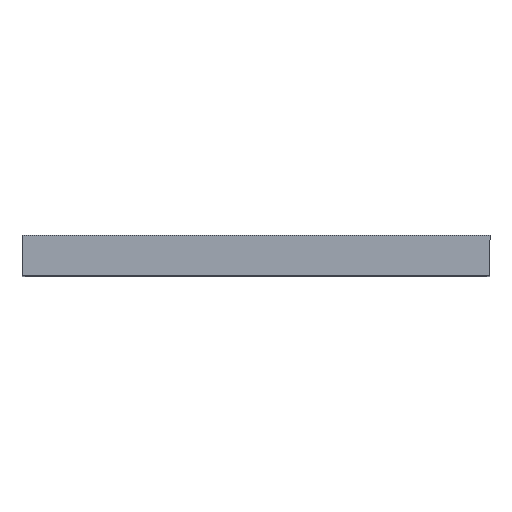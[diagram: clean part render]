
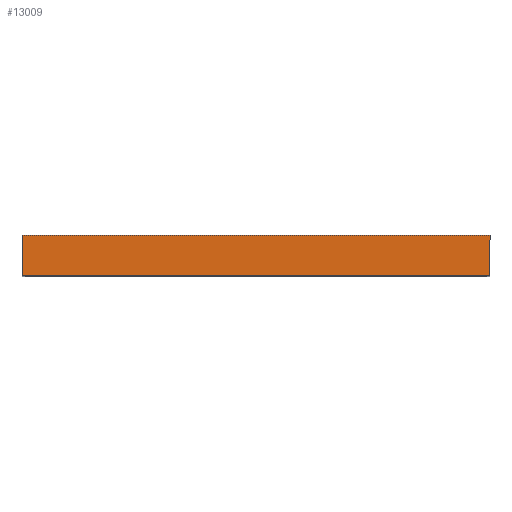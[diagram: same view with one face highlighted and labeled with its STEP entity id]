
A CAD part, top view. The second image highlights one B-rep face of the part: STEP entity #13009.
In plain terms, the highlighted planar face has unit normal (0, 0, 1).
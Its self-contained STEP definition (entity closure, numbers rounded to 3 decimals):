
#482 = VECTOR ( 'NONE', #33820, 1000. ) ;
#1957 = ORIENTED_EDGE ( 'NONE', *, *, #27690, .F. ) ;
#2754 = VERTEX_POINT ( 'NONE', #31086 ) ;
#6426 = LINE ( 'NONE', #14305, #30041 ) ;
#8016 = LINE ( 'NONE', #16638, #14850 ) ;
#8839 = EDGE_CURVE ( 'NONE', #33992, #17406, #27455, .T. ) ;
#9823 = DIRECTION ( 'NONE',  ( 0., 0., -1. ) ) ;
#10356 = AXIS2_PLACEMENT_3D ( 'NONE', #23888, #9823, #32645 ) ;
#11769 = FACE_OUTER_BOUND ( 'NONE', #25128, .T. ) ;
#12106 = ORIENTED_EDGE ( 'NONE', *, *, #16450, .F. ) ;
#12293 = EDGE_CURVE ( 'NONE', #2754, #17406, #24092, .T. ) ;
#13009 = ADVANCED_FACE ( 'NONE', ( #11769 ), #18071, .F. ) ;
#14305 = CARTESIAN_POINT ( 'NONE',  ( 290., -12.5, 0. ) ) ;
#14850 = VECTOR ( 'NONE', #34779, 1000. ) ;
#15748 = CARTESIAN_POINT ( 'NONE',  ( 0., 12.5, 0. ) ) ;
#16450 = EDGE_CURVE ( 'NONE', #37414, #33992, #6426, .T. ) ;
#16638 = CARTESIAN_POINT ( 'NONE',  ( 290., 12.5, 0. ) ) ;
#17406 = VERTEX_POINT ( 'NONE', #15748 ) ;
#17698 = CARTESIAN_POINT ( 'NONE',  ( 290., 12.5, 0. ) ) ;
#18071 = PLANE ( 'NONE',  #10356 ) ;
#21099 = CARTESIAN_POINT ( 'NONE',  ( 0., -12.5, 0. ) ) ;
#23888 = CARTESIAN_POINT ( 'NONE',  ( 290., 12.5, 0. ) ) ;
#24092 = LINE ( 'NONE', #17698, #482 ) ;
#24689 = ORIENTED_EDGE ( 'NONE', *, *, #8839, .F. ) ;
#25128 = EDGE_LOOP ( 'NONE', ( #35234, #24689, #12106, #1957 ) ) ;
#27455 = B_SPLINE_CURVE_WITH_KNOTS ( 'NONE', 3,
 ( #21099, #32643, #35710, #32904 ),
 .UNSPECIFIED., .F., .F.,
 ( 4, 4 ),
 ( 0., 1. ),
 .UNSPECIFIED. ) ;
#27690 = EDGE_CURVE ( 'NONE', #2754, #37414, #8016, .T. ) ;
#30041 = VECTOR ( 'NONE', #34979, 1000. ) ;
#31086 = CARTESIAN_POINT ( 'NONE',  ( 290., 12.5, 0. ) ) ;
#32643 = CARTESIAN_POINT ( 'NONE',  ( 0., -4.167, 0. ) ) ;
#32645 = DIRECTION ( 'NONE',  ( 0., 1., 0. ) ) ;
#32904 = CARTESIAN_POINT ( 'NONE',  ( 0., 12.5, 0. ) ) ;
#33820 = DIRECTION ( 'NONE',  ( -1., 0., 0. ) ) ;
#33992 = VERTEX_POINT ( 'NONE', #36863 ) ;
#34779 = DIRECTION ( 'NONE',  ( 0., -1., 0. ) ) ;
#34979 = DIRECTION ( 'NONE',  ( -1., 0., 0. ) ) ;
#35234 = ORIENTED_EDGE ( 'NONE', *, *, #12293, .T. ) ;
#35710 = CARTESIAN_POINT ( 'NONE',  ( 0., 4.167, 0. ) ) ;
#36117 = CARTESIAN_POINT ( 'NONE',  ( 290., -12.5, 0. ) ) ;
#36863 = CARTESIAN_POINT ( 'NONE',  ( 0., -12.5, 0. ) ) ;
#37414 = VERTEX_POINT ( 'NONE', #36117 ) ;
